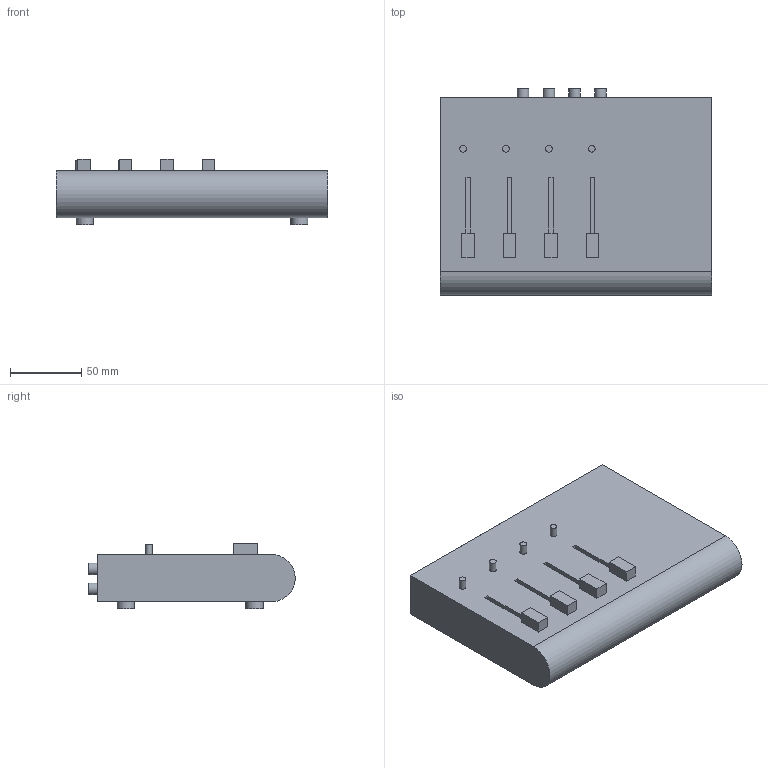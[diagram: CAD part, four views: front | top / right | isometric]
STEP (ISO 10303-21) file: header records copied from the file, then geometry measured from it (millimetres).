
FILE_DESCRIPTION(('FreeCAD Model'),'2;1');
FILE_NAME('Vivanco_MX_150.step','2020-10-17T01:52:41',('Author'),(''), 'Open CASCADE STEP processor 6.8','FreeCAD','Unknown');
FILE_SCHEMA(('AUTOMOTIVE_DESIGN_CC2 { 1 2 10303 214 -1 1 5 4 }'));
Length unit declared in the file: millimetre
Products named in the file (1): Vivanco_MX_150
Bounding box: 190 x 144.5 x 46 mm (x, y, z)
Volume: 853090.5 mm3; surface area: 78008.7 mm2
Topology: 1 solids, 1 shells, 82 faces, 172 edges, 112 vertices
Faces by surface type: plane 65, cylinder 17
Full cylindrical faces by diameter (mm): 4.8 x4, 8 x8, 12 x4
Entity records: 4489 total; most frequent: CARTESIAN_POINT 843, DIRECTION 694, LINE 448, VECTOR 448, ORIENTED_EDGE 344, PCURVE 344, DEFINITIONAL_REPRESENTATION 344, EDGE_CURVE 172
